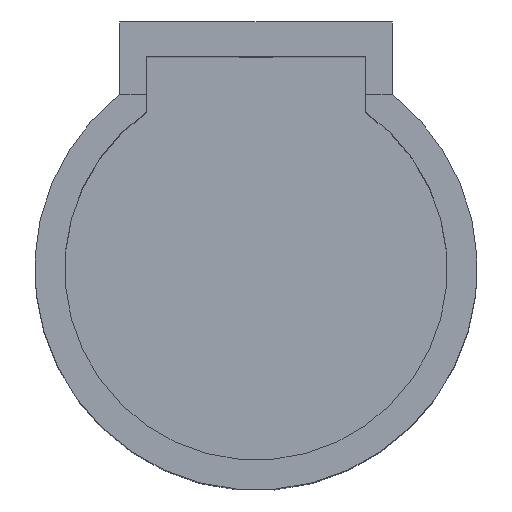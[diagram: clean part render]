
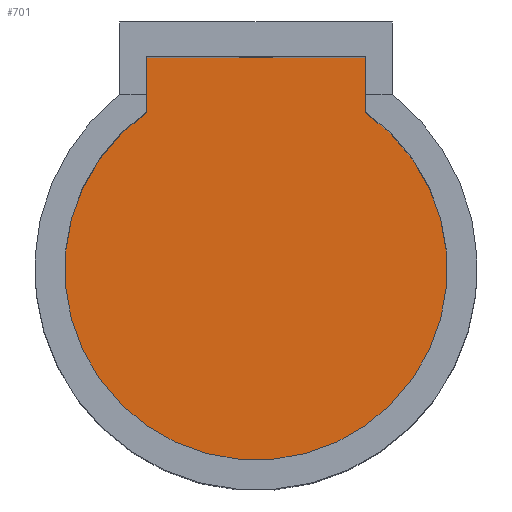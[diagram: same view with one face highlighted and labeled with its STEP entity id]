
A CAD part, top view. The second image highlights one B-rep face of the part: STEP entity #701.
In plain terms, the highlighted planar face has unit normal (0, 0, 1).
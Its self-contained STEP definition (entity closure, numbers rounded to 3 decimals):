
#189 = EDGE_CURVE('',#190,#192,#194,.T.);
#190 = VERTEX_POINT('',#191);
#191 = CARTESIAN_POINT('',(14.626,20.888,2.));
#192 = VERTEX_POINT('',#193);
#193 = CARTESIAN_POINT('',(-14.626,20.888,2.));
#194 = CIRCLE('',#195,25.5);
#195 = AXIS2_PLACEMENT_3D('',#196,#197,#198);
#196 = CARTESIAN_POINT('',(0.,0.,2.));
#197 = DIRECTION('',(0.,0.,-1.));
#198 = DIRECTION('',(1.,0.,0.));
#240 = VERTEX_POINT('',#241);
#241 = CARTESIAN_POINT('',(14.626,28.254,2.));
#247 = EDGE_CURVE('',#190,#240,#248,.T.);
#248 = LINE('',#249,#250);
#249 = CARTESIAN_POINT('',(14.626,15.608,2.));
#250 = VECTOR('',#251,1.);
#251 = DIRECTION('',(0.,1.,0.));
#302 = EDGE_CURVE('',#192,#303,#305,.T.);
#303 = VERTEX_POINT('',#304);
#304 = CARTESIAN_POINT('',(-14.626,28.254,2.));
#305 = LINE('',#306,#307);
#306 = CARTESIAN_POINT('',(-14.626,11.926,2.));
#307 = VECTOR('',#308,1.);
#308 = DIRECTION('',(0.,1.,0.));
#447 = VERTEX_POINT('',#448);
#448 = CARTESIAN_POINT('',(-2.2,28.254,2.));
#501 = VERTEX_POINT('',#502);
#502 = CARTESIAN_POINT('',(2.2,28.254,2.));
#524 = EDGE_CURVE('',#447,#303,#525,.T.);
#525 = LINE('',#526,#527);
#526 = CARTESIAN_POINT('',(-7.313,28.254,2.));
#527 = VECTOR('',#528,1.);
#528 = DIRECTION('',(-1.,0.,0.));
#538 = EDGE_CURVE('',#240,#501,#539,.T.);
#539 = LINE('',#540,#541);
#540 = CARTESIAN_POINT('',(-7.313,28.254,2.));
#541 = VECTOR('',#542,1.);
#542 = DIRECTION('',(-1.,0.,0.));
#667 = EDGE_CURVE('',#501,#447,#668,.T.);
#668 = LINE('',#669,#670);
#669 = CARTESIAN_POINT('',(2.2,28.254,2.));
#670 = VECTOR('',#671,1.);
#671 = DIRECTION('',(-1.,0.,0.));
#701 = ADVANCED_FACE('',(#702),#710,.T.);
#702 = FACE_BOUND('',#703,.T.);
#703 = EDGE_LOOP('',(#704,#705,#706,#707,#708,#709));
#704 = ORIENTED_EDGE('',*,*,#302,.F.);
#705 = ORIENTED_EDGE('',*,*,#189,.F.);
#706 = ORIENTED_EDGE('',*,*,#247,.T.);
#707 = ORIENTED_EDGE('',*,*,#538,.T.);
#708 = ORIENTED_EDGE('',*,*,#667,.T.);
#709 = ORIENTED_EDGE('',*,*,#524,.T.);
#710 = PLANE('',#711);
#711 = AXIS2_PLACEMENT_3D('',#712,#713,#714);
#712 = CARTESIAN_POINT('',(0.,4.375,2.));
#713 = DIRECTION('',(0.,0.,1.));
#714 = DIRECTION('',(1.,0.,0.));
